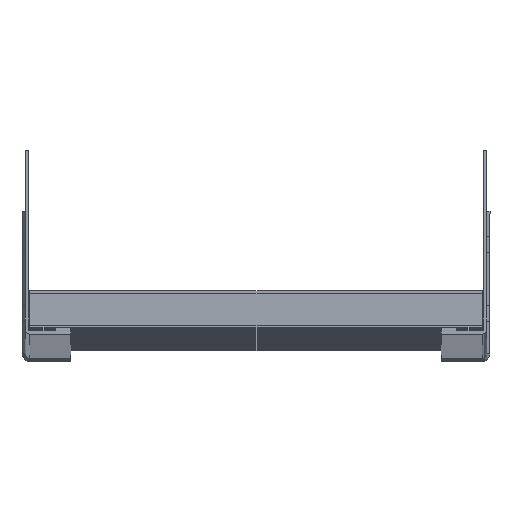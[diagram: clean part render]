
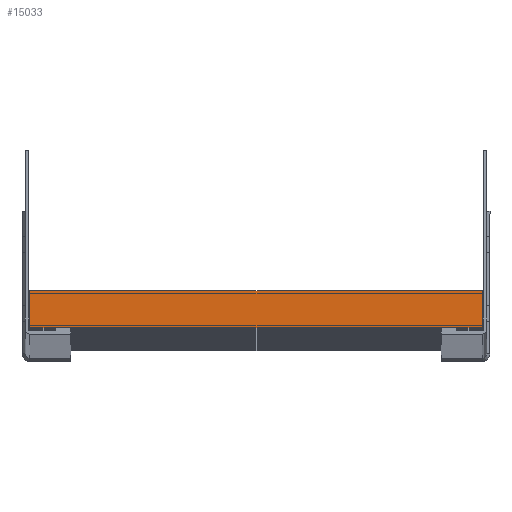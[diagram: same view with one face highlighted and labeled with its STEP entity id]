
A CAD part, top view. The second image highlights one B-rep face of the part: STEP entity #15033.
In plain terms, the highlighted planar face has unit normal (0, 0, 1).
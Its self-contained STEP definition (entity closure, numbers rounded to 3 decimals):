
#1166 = ORIENTED_EDGE ( 'NONE', *, *, #1436, .F. ) ;
#1168 = ORIENTED_EDGE ( 'NONE', *, *, #1377, .F. ) ;
#1170 = ORIENTED_EDGE ( 'NONE', *, *, #1438, .T. ) ;
#1171 = ORIENTED_EDGE ( 'NONE', *, *, #1381, .F. ) ;
#1174 = ORIENTED_EDGE ( 'NONE', *, *, #1440, .T. ) ;
#1176 = ORIENTED_EDGE ( 'NONE', *, *, #1390, .F. ) ;
#1178 = ORIENTED_EDGE ( 'NONE', *, *, #1442, .T. ) ;
#1179 = ORIENTED_EDGE ( 'NONE', *, *, #1432, .T. ) ;
#1377 = EDGE_CURVE ( 'NONE', #17180, #17193, #11948, .T. ) ;
#1381 = EDGE_CURVE ( 'NONE', #17190, #17191, #11952, .T. ) ;
#1390 = EDGE_CURVE ( 'NONE', #17194, #17197, #11960, .T. ) ;
#1432 = EDGE_CURVE ( 'NONE', #17207, #17205, #11996, .T. ) ;
#1436 = EDGE_CURVE ( 'NONE', #17193, #17205, #12000, .T. ) ;
#1438 = EDGE_CURVE ( 'NONE', #17180, #17191, #12002, .T. ) ;
#1440 = EDGE_CURVE ( 'NONE', #17190, #17197, #12004, .T. ) ;
#1442 = EDGE_CURVE ( 'NONE', #17194, #17207, #12006, .T. ) ;
#4886 = FACE_OUTER_BOUND ( 'NONE', #5821, .T. ) ;
#5821 = EDGE_LOOP ( 'NONE', ( #1166, #1168, #1170, #1171, #1174, #1176, #1178, #1179 ) ) ;
#9225 = AXIS2_PLACEMENT_3D ( 'NONE', #9681, #9690, #9691 ) ;
#9681 = CARTESIAN_POINT ( 'NONE',  ( 0.7, -18.709, 2877.21 ) ) ;
#9688 = PLANE ( 'NONE',  #9225 ) ;
#9690 = DIRECTION ( 'NONE',  ( 0., 0., 1. ) ) ;
#9691 = DIRECTION ( 'NONE',  ( 0., -1., 0. ) ) ;
#9842 = CARTESIAN_POINT ( 'NONE',  ( -185.1, -18.709, 2877.21 ) ) ;
#9852 = CARTESIAN_POINT ( 'NONE',  ( -17.3, -18.709, 2877.21 ) ) ;
#9853 = CARTESIAN_POINT ( 'NONE',  ( -178.3, -18.709, 2877.21 ) ) ;
#9855 = CARTESIAN_POINT ( 'NONE',  ( -196.3, -18.709, 2877.21 ) ) ;
#9856 = CARTESIAN_POINT ( 'NONE',  ( 0.7, -18.709, 2877.21 ) ) ;
#9859 = CARTESIAN_POINT ( 'NONE',  ( -10.5, -18.709, 2877.21 ) ) ;
#9867 = CARTESIAN_POINT ( 'NONE',  ( -196.3, -2.709, 2877.21 ) ) ;
#9869 = CARTESIAN_POINT ( 'NONE',  ( 0.7, -2.709, 2877.21 ) ) ;
#11948 = LINE ( 'NONE', #15126, #11951 ) ;
#11951 = VECTOR ( 'NONE', #15128, 1000. ) ;
#11952 = LINE ( 'NONE', #15130, #11955 ) ;
#11955 = VECTOR ( 'NONE', #15132, 1000. ) ;
#11960 = LINE ( 'NONE', #15138, #11963 ) ;
#11963 = VECTOR ( 'NONE', #15140, 1000. ) ;
#11996 = LINE ( 'NONE', #15174, #11999 ) ;
#11999 = VECTOR ( 'NONE', #15176, 1000. ) ;
#12000 = LINE ( 'NONE', #15178, #12003 ) ;
#12002 = LINE ( 'NONE', #15180, #12005 ) ;
#12003 = VECTOR ( 'NONE', #15179, 1000. ) ;
#12004 = LINE ( 'NONE', #15182, #12007 ) ;
#12005 = VECTOR ( 'NONE', #15181, 1000. ) ;
#12006 = LINE ( 'NONE', #15184, #12009 ) ;
#12007 = VECTOR ( 'NONE', #15183, 1000. ) ;
#12009 = VECTOR ( 'NONE', #15185, 1000. ) ;
#15033 = ADVANCED_FACE ( 'NONE', ( #4886 ), #9688, .T. ) ;
#15126 = CARTESIAN_POINT ( 'NONE',  ( 0.7, -18.709, 2877.21 ) ) ;
#15128 = DIRECTION ( 'NONE',  ( -1., 0., 0. ) ) ;
#15130 = CARTESIAN_POINT ( 'NONE',  ( 0.7, -18.709, 2877.21 ) ) ;
#15132 = DIRECTION ( 'NONE',  ( -1., 0., 0. ) ) ;
#15138 = CARTESIAN_POINT ( 'NONE',  ( 0.7, -18.709, 2877.21 ) ) ;
#15140 = DIRECTION ( 'NONE',  ( -1., 0., 0. ) ) ;
#15174 = CARTESIAN_POINT ( 'NONE',  ( 0.7, -2.709, 2877.21 ) ) ;
#15176 = DIRECTION ( 'NONE',  ( -1., 0., 0. ) ) ;
#15178 = CARTESIAN_POINT ( 'NONE',  ( -196.3, -18.709, 2877.21 ) ) ;
#15179 = DIRECTION ( 'NONE',  ( 0., 1., 0. ) ) ;
#15180 = CARTESIAN_POINT ( 'NONE',  ( 0.7, -18.709, 2877.21 ) ) ;
#15181 = DIRECTION ( 'NONE',  ( 1., 0., 0. ) ) ;
#15182 = CARTESIAN_POINT ( 'NONE',  ( 0.7, -18.709, 2877.21 ) ) ;
#15183 = DIRECTION ( 'NONE',  ( 1., 0., 0. ) ) ;
#15184 = CARTESIAN_POINT ( 'NONE',  ( 0.7, -18.709, 2877.21 ) ) ;
#15185 = DIRECTION ( 'NONE',  ( 0., 1., 0. ) ) ;
#17180 = VERTEX_POINT ( 'NONE', #9842 ) ;
#17190 = VERTEX_POINT ( 'NONE', #9852 ) ;
#17191 = VERTEX_POINT ( 'NONE', #9853 ) ;
#17193 = VERTEX_POINT ( 'NONE', #9855 ) ;
#17194 = VERTEX_POINT ( 'NONE', #9856 ) ;
#17197 = VERTEX_POINT ( 'NONE', #9859 ) ;
#17205 = VERTEX_POINT ( 'NONE', #9867 ) ;
#17207 = VERTEX_POINT ( 'NONE', #9869 ) ;
